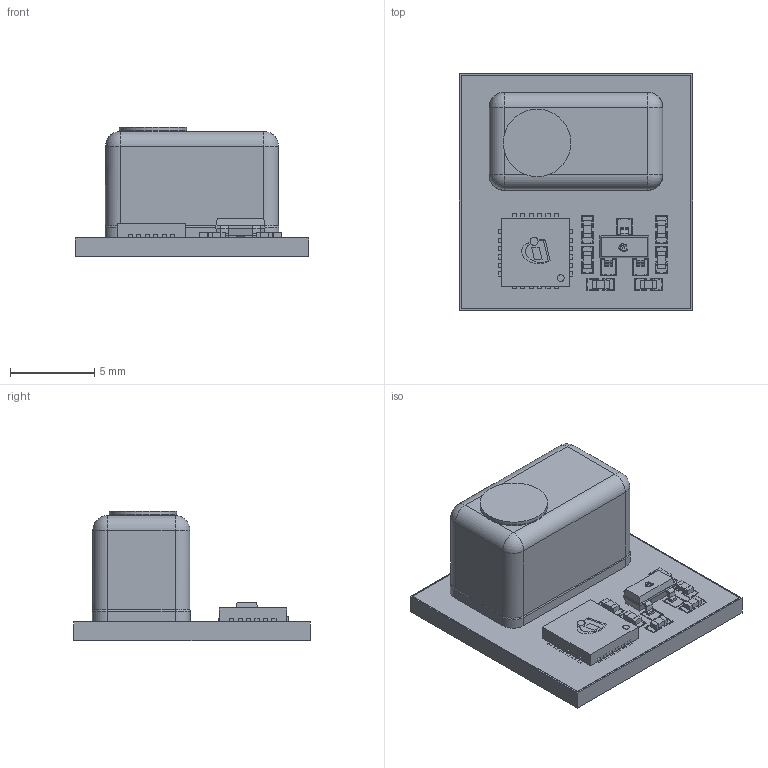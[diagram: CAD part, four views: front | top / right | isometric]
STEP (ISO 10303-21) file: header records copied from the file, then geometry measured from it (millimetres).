
FILE_DESCRIPTION(/* description */ (''),/* implementation_level */ '2;1');
FILE_NAME(/* name */ 'LG-MLGA-14-1_Z8B00206105_V09_3D.stp',/* time_stamp */ '2021-12-23T16:35:01+05:00',/* author */ ('janartha'),/* organization */ (''),/* preprocessor_version */ 'ST-DEVELOPER v16.13',/* originating_system */ 'AutoCAD Mechanical',/* authorisation */ '');
FILE_SCHEMA (('AUTOMOTIVE_DESIGN { 1 0 10303 214 3 1 1 }'));
Length unit declared in the file: millimetre
Products named in the file (1): Product
Bounding box: 13.8 x 14 x 7.68 mm (x, y, z)
Volume: 602.9 mm3; surface area: 1646.4 mm2
Topology: 123 solids, 123 shells, 1184 faces, 2785 edges, 1848 vertices
Faces by surface type: plane 1119, cylinder 45, bspline 16, sphere 4
Full cylindrical faces by diameter (mm): 0.142 x1, 0.4 x2, 0.476 x1, 4 x2
Entity records: 33696 total; most frequent: CARTESIAN_POINT 6176, ORIENTED_EDGE 5554, DIRECTION 5205, EDGE_CURVE 2777, LINE 2663, VECTOR 2663, VERTEX_POINT 1846, EDGE_LOOP 1313
